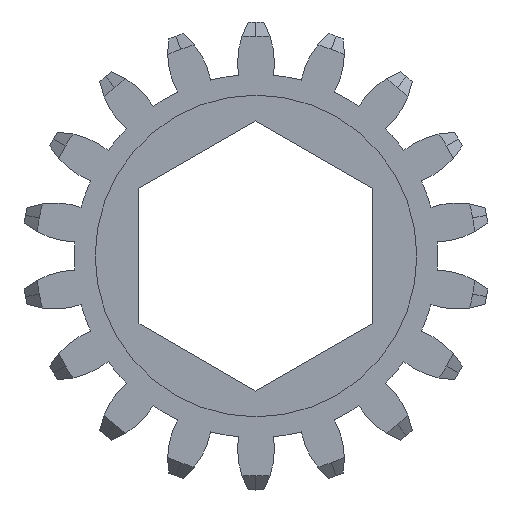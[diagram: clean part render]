
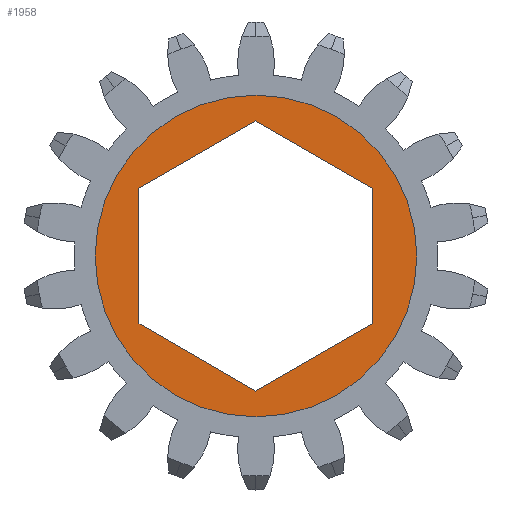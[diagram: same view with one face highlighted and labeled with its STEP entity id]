
A CAD part, left-side view. The second image highlights one B-rep face of the part: STEP entity #1958.
In plain terms, the highlighted planar face has unit normal (-1, 0, 0).
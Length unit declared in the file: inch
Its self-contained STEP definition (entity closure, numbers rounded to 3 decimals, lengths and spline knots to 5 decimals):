
#37 = DIRECTION ( 'NONE',  ( 0., 0., -1. ) ) ;
#55 = CARTESIAN_POINT ( 'NONE',  ( -0.0625, -0.25, 0.14434 ) ) ;
#82 = LINE ( 'NONE', #55, #4130 ) ;
#147 = DIRECTION ( 'NONE',  ( 0., 0.866, 0.5 ) ) ;
#163 = CARTESIAN_POINT ( 'NONE',  ( -0.0625, 0., -0.28868 ) ) ;
#296 = AXIS2_PLACEMENT_3D ( 'NONE', #620, #616, #614 ) ;
#349 = LINE ( 'NONE', #163, #4361 ) ;
#373 = CARTESIAN_POINT ( 'NONE',  ( -0.0625, 0.25, -0.14434 ) ) ;
#408 = CARTESIAN_POINT ( 'NONE',  ( -0.0625, -0.25, -0.14434 ) ) ;
#564 = VECTOR ( 'NONE', #2018, 39.37008 ) ;
#614 = DIRECTION ( 'NONE',  ( 0., 0., -1. ) ) ;
#616 = DIRECTION ( 'NONE',  ( 1., 0., 0. ) ) ;
#620 = CARTESIAN_POINT ( 'NONE',  ( -0.0625, 0., 0. ) ) ;
#623 = PLANE ( 'NONE',  #296 ) ;
#628 = FACE_OUTER_BOUND ( 'NONE', #1969, .T. ) ;
#630 = FACE_BOUND ( 'NONE', #4516, .T. ) ;
#1201 = CARTESIAN_POINT ( 'NONE',  ( -0.0625, 0., 0.28868 ) ) ;
#1480 = CARTESIAN_POINT ( 'NONE',  ( -0.0625, 0., -0.34375 ) ) ;
#1791 = VERTEX_POINT ( 'NONE', #1201 ) ;
#1800 = CARTESIAN_POINT ( 'NONE',  ( -0.0625, 0., -0.28868 ) ) ;
#1958 = ADVANCED_FACE ( 'NONE', ( #630, #628 ), #623, .F. ) ;
#1969 = EDGE_LOOP ( 'NONE', ( #3582, #4392 ) ) ;
#2018 = DIRECTION ( 'NONE',  ( 0., -0.866, -0.5 ) ) ;
#2019 = CARTESIAN_POINT ( 'NONE',  ( -0.0625, 0., 0.28868 ) ) ;
#2044 = LINE ( 'NONE', #2019, #564 ) ;
#2474 = CARTESIAN_POINT ( 'NONE',  ( -0.0625, -0.25, 0.14434 ) ) ;
#2702 = DIRECTION ( 'NONE',  ( 0., 0.866, -0.5 ) ) ;
#2738 = CARTESIAN_POINT ( 'NONE',  ( -0.0625, -0.25, -0.14434 ) ) ;
#2746 = LINE ( 'NONE', #2738, #4826 ) ;
#2889 = CARTESIAN_POINT ( 'NONE',  ( -0.0625, 0., 0.34375 ) ) ;
#2932 = VERTEX_POINT ( 'NONE', #1800 ) ;
#2979 = DIRECTION ( 'NONE',  ( 0., 0., -1. ) ) ;
#2982 = DIRECTION ( 'NONE',  ( 1., 0., 0. ) ) ;
#3005 = CARTESIAN_POINT ( 'NONE',  ( -0.0625, 0., 0. ) ) ;
#3257 = VERTEX_POINT ( 'NONE', #408 ) ;
#3266 = CARTESIAN_POINT ( 'NONE',  ( -0.0625, 0.25, 0.14434 ) ) ;
#3269 = VERTEX_POINT ( 'NONE', #373 ) ;
#3374 = DIRECTION ( 'NONE',  ( 0., -0.866, 0.5 ) ) ;
#3389 = ORIENTED_EDGE ( 'NONE', *, *, #4620, .T. ) ;
#3481 = CARTESIAN_POINT ( 'NONE',  ( -0.0625, 0.25, 0.14434 ) ) ;
#3553 = EDGE_CURVE ( 'NONE', #1791, #4941, #2044, .T. ) ;
#3582 = ORIENTED_EDGE ( 'NONE', *, *, #4750, .F. ) ;
#3629 = LINE ( 'NONE', #3481, #4833 ) ;
#3751 = ORIENTED_EDGE ( 'NONE', *, *, #4727, .T. ) ;
#3816 = ORIENTED_EDGE ( 'NONE', *, *, #4567, .T. ) ;
#3862 = VERTEX_POINT ( 'NONE', #3266 ) ;
#3883 = DIRECTION ( 'NONE',  ( 0., 0., -1. ) ) ;
#3915 = VERTEX_POINT ( 'NONE', #2889 ) ;
#3953 = DIRECTION ( 'NONE',  ( 1., 0., 0. ) ) ;
#4048 = AXIS2_PLACEMENT_3D ( 'NONE', #3005, #2982, #2979 ) ;
#4123 = CIRCLE ( 'NONE', #4048, 0.34375 ) ;
#4130 = VECTOR ( 'NONE', #37, 39.37008 ) ;
#4192 = DIRECTION ( 'NONE',  ( 0., 0., 1. ) ) ;
#4201 = VECTOR ( 'NONE', #4192, 39.37008 ) ;
#4219 = CARTESIAN_POINT ( 'NONE',  ( -0.0625, 0.25, -0.14434 ) ) ;
#4243 = LINE ( 'NONE', #4219, #4201 ) ;
#4282 = CARTESIAN_POINT ( 'NONE',  ( -0.0625, 0., 0. ) ) ;
#4361 = VECTOR ( 'NONE', #147, 39.37008 ) ;
#4392 = ORIENTED_EDGE ( 'NONE', *, *, #4594, .F. ) ;
#4516 = EDGE_LOOP ( 'NONE', ( #3816, #3389, #4642, #3751, #4696, #4577 ) ) ;
#4567 = EDGE_CURVE ( 'NONE', #4941, #3257, #82, .T. ) ;
#4577 = ORIENTED_EDGE ( 'NONE', *, *, #3553, .T. ) ;
#4594 = EDGE_CURVE ( 'NONE', #3915, #5006, #4896, .T. ) ;
#4605 = EDGE_CURVE ( 'NONE', #3862, #1791, #3629, .T. ) ;
#4620 = EDGE_CURVE ( 'NONE', #3257, #2932, #2746, .T. ) ;
#4642 = ORIENTED_EDGE ( 'NONE', *, *, #4695, .T. ) ;
#4695 = EDGE_CURVE ( 'NONE', #2932, #3269, #349, .T. ) ;
#4696 = ORIENTED_EDGE ( 'NONE', *, *, #4605, .T. ) ;
#4727 = EDGE_CURVE ( 'NONE', #3269, #3862, #4243, .T. ) ;
#4750 = EDGE_CURVE ( 'NONE', #5006, #3915, #4123, .T. ) ;
#4826 = VECTOR ( 'NONE', #2702, 39.37008 ) ;
#4833 = VECTOR ( 'NONE', #3374, 39.37008 ) ;
#4843 = AXIS2_PLACEMENT_3D ( 'NONE', #4282, #3953, #3883 ) ;
#4896 = CIRCLE ( 'NONE', #4843, 0.34375 ) ;
#4941 = VERTEX_POINT ( 'NONE', #2474 ) ;
#5006 = VERTEX_POINT ( 'NONE', #1480 ) ;
